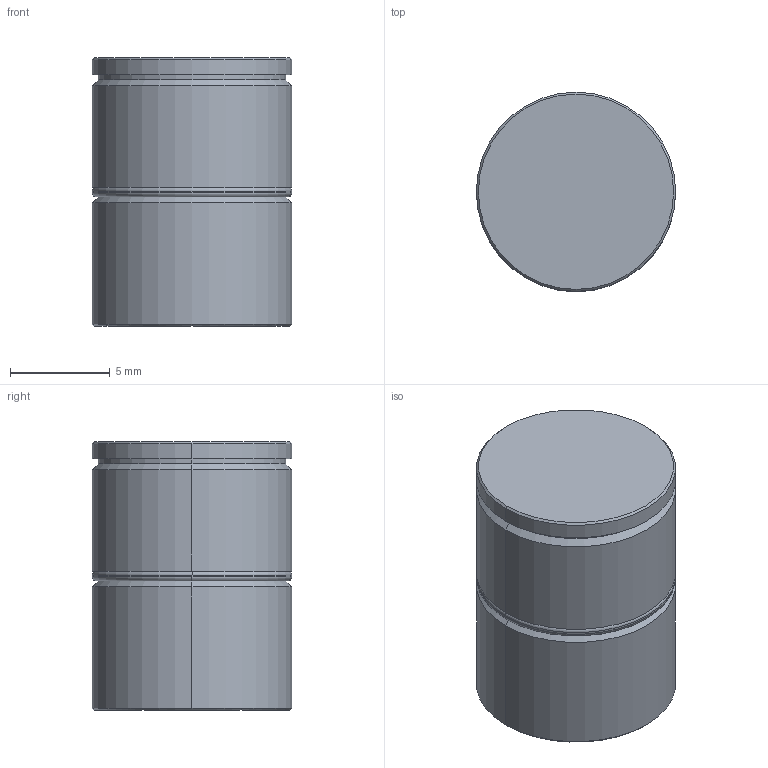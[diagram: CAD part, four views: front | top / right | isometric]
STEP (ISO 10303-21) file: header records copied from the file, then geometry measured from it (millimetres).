
FILE_DESCRIPTION (( 'STEP AP203' ), '1' );
FILE_NAME ('a9f0.STEP', '2023-09-24T12:10:45', ( '' ), ( '' ), 'SwSTEP 2.0', 'SolidWorks 2019', '' );
FILE_SCHEMA (( 'CONFIG_CONTROL_DESIGN' ));
Length unit declared in the file: millimetre
Products named in the file (1): a9f0
Bounding box: 10 x 10 x 13.5 mm (x, y, z)
Volume: 1030.3 mm3; surface area: 793.8 mm2
Topology: 2 solids, 2 shells, 48 faces, 104 edges, 62 vertices
Faces by surface type: plane 24, cylinder 12, cone 8, torus 4
Entity records: 1381 total; most frequent: CARTESIAN_POINT 251, DIRECTION 232, ORIENTED_EDGE 208, EDGE_CURVE 104, AXIS2_PLACEMENT_3D 91, VERTEX_POINT 62, LINE 50, EDGE_LOOP 50
